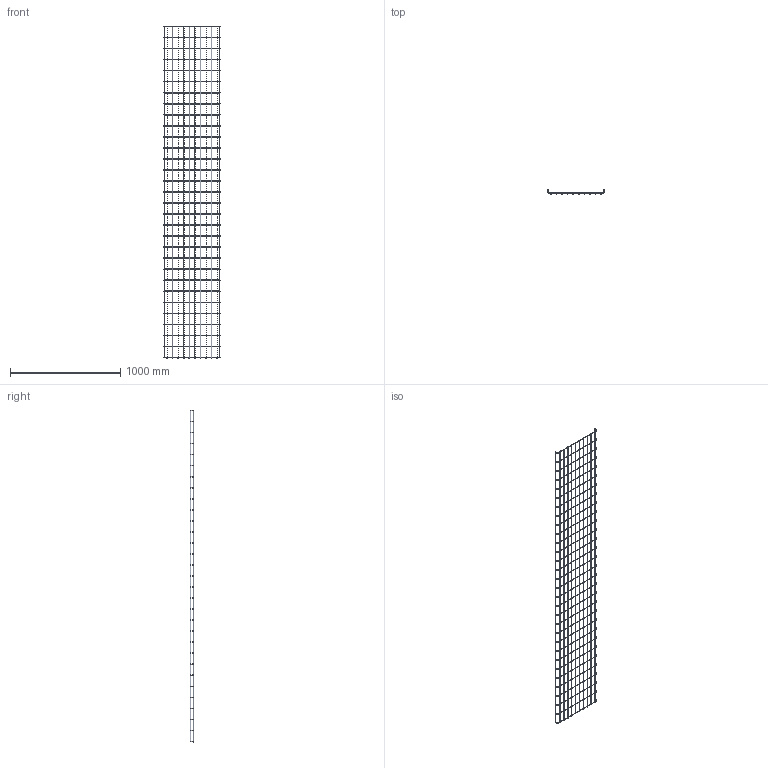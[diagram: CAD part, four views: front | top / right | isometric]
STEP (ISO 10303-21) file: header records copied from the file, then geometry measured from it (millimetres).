
FILE_DESCRIPTION (( 'STEP AP203' ), '1' );
FILE_NAME ('NE-30-035-500-3-50-INOX NESTA Ëîòîê ïðîâîëî÷íûé 35õ500õ3000-5,0 INOX IEK.STEP', '2022-11-11T11:38:49', ( '' ), ( '' ), 'SwSTEP 2.0', 'SolidWorks 2022', '' );
FILE_SCHEMA (( 'CONFIG_CONTROL_DESIGN' ));
Length unit declared in the file: millimetre
Products named in the file (1): NE-30-035-500-3-50-INOX NESTA Лоток проволочный 35х500х3000-5,0 INOX IEK
Bounding box: 510 x 35.26 x 3010 mm (x, y, z)
Volume: 1041766.1 mm3; surface area: 835101.5 mm2
Topology: 43 solids, 43 shells, 718 faces, 1400 edges, 768 vertices
Faces by surface type: cylinder 384, torus 248, plane 86
Full cylindrical faces by diameter (mm): 5 x12
Entity records: 18205 total; most frequent: DIRECTION 3842, CARTESIAN_POINT 2875, ORIENTED_EDGE 2776, AXIS2_PLACEMENT_3D 1735, EDGE_CURVE 1388, CIRCLE 1016, VERTEX_POINT 768, EDGE_LOOP 730
